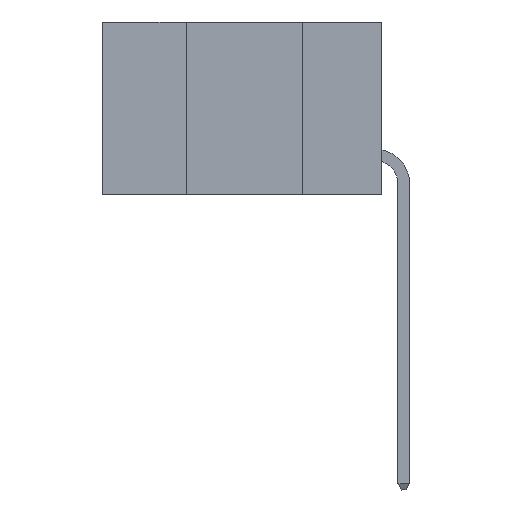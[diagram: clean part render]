
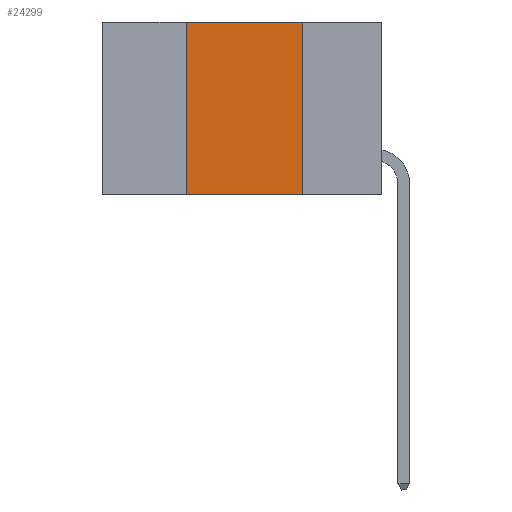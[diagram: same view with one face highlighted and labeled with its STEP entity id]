
A CAD part, left-side view. The second image highlights one B-rep face of the part: STEP entity #24299.
In plain terms, the highlighted planar face has unit normal (-1, 0, 0).
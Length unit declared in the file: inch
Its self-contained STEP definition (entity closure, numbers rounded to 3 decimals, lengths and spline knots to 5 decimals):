
#509 = FACE_OUTER_BOUND ( 'NONE', #16992, .T. ) ;
#2487 = VERTEX_POINT ( 'NONE', #27997 ) ;
#2735 = DIRECTION ( 'NONE',  ( 0., -1., 0. ) ) ;
#4185 = CARTESIAN_POINT ( 'NONE',  ( 0., 0.6, 0. ) ) ;
#5851 = LINE ( 'NONE', #4185, #19490 ) ;
#6933 = DIRECTION ( 'NONE',  ( 0., -1., 0. ) ) ;
#7599 = CARTESIAN_POINT ( 'NONE',  ( 0., 0.6, 0. ) ) ;
#10377 = DIRECTION ( 'NONE',  ( 0., 0., -1. ) ) ;
#10675 = EDGE_CURVE ( 'NONE', #2487, #22138, #5851, .T. ) ;
#12340 = AXIS2_PLACEMENT_3D ( 'NONE', #7599, #26523, #10377 ) ;
#13146 = LINE ( 'NONE', #28067, #27425 ) ;
#14753 = LINE ( 'NONE', #24883, #28153 ) ;
#14818 = DIRECTION ( 'NONE',  ( 0., 0., -1. ) ) ;
#16992 = EDGE_LOOP ( 'NONE', ( #22047, #32554, #33880, #25886 ) ) ;
#17272 = VERTEX_POINT ( 'NONE', #32596 ) ;
#18245 = VERTEX_POINT ( 'NONE', #19552 ) ;
#18518 = CARTESIAN_POINT ( 'NONE',  ( 0., 0.17, 0. ) ) ;
#19490 = VECTOR ( 'NONE', #6933, 39.37008 ) ;
#19552 = CARTESIAN_POINT ( 'NONE',  ( 0., 0.17, -0.37 ) ) ;
#19583 = EDGE_CURVE ( 'NONE', #17272, #2487, #13146, .T. ) ;
#22047 = ORIENTED_EDGE ( 'NONE', *, *, #32645, .F. ) ;
#22138 = VERTEX_POINT ( 'NONE', #18518 ) ;
#23834 = PLANE ( 'NONE',  #12340 ) ;
#24299 = ADVANCED_FACE ( 'NONE', ( #509 ), #23834, .F. ) ;
#24883 = CARTESIAN_POINT ( 'NONE',  ( 0., 0.6, -0.37 ) ) ;
#25276 = VECTOR ( 'NONE', #14818, 39.37008 ) ;
#25886 = ORIENTED_EDGE ( 'NONE', *, *, #31343, .T. ) ;
#26523 = DIRECTION ( 'NONE',  ( 1., 0., 0. ) ) ;
#26938 = LINE ( 'NONE', #30798, #25276 ) ;
#27425 = VECTOR ( 'NONE', #30715, 39.37008 ) ;
#27997 = CARTESIAN_POINT ( 'NONE',  ( 0., 0.42, 0. ) ) ;
#28067 = CARTESIAN_POINT ( 'NONE',  ( 0., 0.42, 0. ) ) ;
#28153 = VECTOR ( 'NONE', #2735, 39.37008 ) ;
#30715 = DIRECTION ( 'NONE',  ( 0., 0., 1. ) ) ;
#30798 = CARTESIAN_POINT ( 'NONE',  ( 0., 0.17, 0. ) ) ;
#31343 = EDGE_CURVE ( 'NONE', #17272, #18245, #14753, .T. ) ;
#32554 = ORIENTED_EDGE ( 'NONE', *, *, #10675, .F. ) ;
#32596 = CARTESIAN_POINT ( 'NONE',  ( 0., 0.42, -0.37 ) ) ;
#32645 = EDGE_CURVE ( 'NONE', #22138, #18245, #26938, .T. ) ;
#33880 = ORIENTED_EDGE ( 'NONE', *, *, #19583, .F. ) ;
